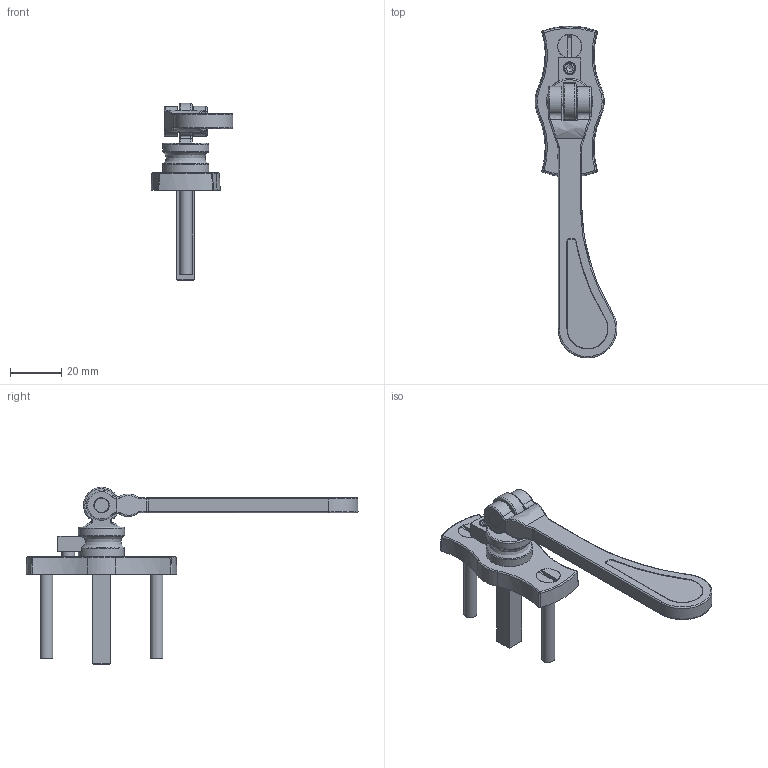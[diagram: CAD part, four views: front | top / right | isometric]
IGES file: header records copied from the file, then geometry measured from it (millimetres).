
Global section: file name: P4627-R; native system: Autodesk Inventor 2018; preprocessor: unknown; author: ashami; date: 20180911.125740; units: millimetre
Bounding box: 31.95 x 129.62 x 69.2 mm (x, y, z)
Volume: 21666 mm3; surface area: 15725.6 mm2
Topology: 11 solids, 11 shells, 271 faces, 670 edges, 424 vertices
Faces by surface type: bspline 271
